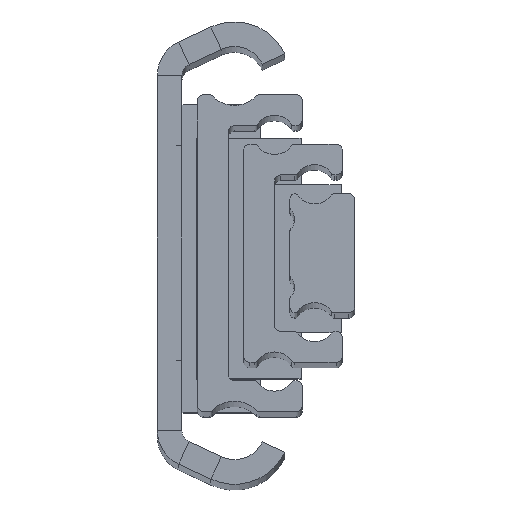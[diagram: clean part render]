
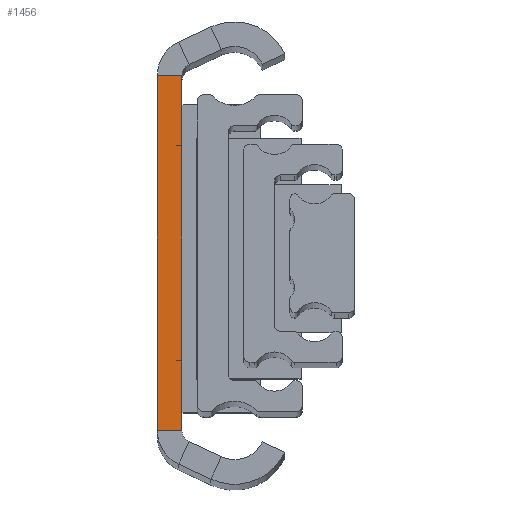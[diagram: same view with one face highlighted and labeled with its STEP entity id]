
A CAD part, top view. The second image highlights one B-rep face of the part: STEP entity #1456.
In plain terms, the highlighted planar face has unit normal (0, 0, 1).
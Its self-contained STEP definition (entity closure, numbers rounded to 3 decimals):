
#97 = CARTESIAN_POINT ( 'NONE',  ( 0., -28.779, 0. ) ) ;
#165 = LINE ( 'NONE', #97, #3790 ) ;
#200 = VECTOR ( 'NONE', #3446, 1000. ) ;
#885 = FACE_OUTER_BOUND ( 'NONE', #6749, .T. ) ;
#1193 = DIRECTION ( 'NONE',  ( 0., -1., 0. ) ) ;
#1375 = PLANE ( 'NONE',  #5018 ) ;
#1456 = ADVANCED_FACE ( 'NONE', ( #885 ), #1375, .F. ) ;
#1502 = CARTESIAN_POINT ( 'NONE',  ( 0., -28.779, 0. ) ) ;
#1516 = DIRECTION ( 'NONE',  ( 0., -1., 0. ) ) ;
#1530 = CARTESIAN_POINT ( 'NONE',  ( 0., 28.779, 0. ) ) ;
#1547 = EDGE_CURVE ( 'NONE', #2089, #4517, #1836, .T. ) ;
#1599 = CARTESIAN_POINT ( 'NONE',  ( 4., -28.779, 0. ) ) ;
#1836 = LINE ( 'NONE', #3050, #200 ) ;
#2089 = VERTEX_POINT ( 'NONE', #6889 ) ;
#2117 = VECTOR ( 'NONE', #1193, 1000. ) ;
#2252 = LINE ( 'NONE', #6466, #2117 ) ;
#2909 = EDGE_CURVE ( 'NONE', #4517, #3061, #2252, .T. ) ;
#2913 = DIRECTION ( 'NONE',  ( 0., 0., -1. ) ) ;
#2940 = CARTESIAN_POINT ( 'NONE',  ( 0., 28.779, 0. ) ) ;
#3016 = DIRECTION ( 'NONE',  ( 0., -1., 0. ) ) ;
#3050 = CARTESIAN_POINT ( 'NONE',  ( 0., 28.779, 0. ) ) ;
#3061 = VERTEX_POINT ( 'NONE', #1502 ) ;
#3368 = ORIENTED_EDGE ( 'NONE', *, *, #2909, .T. ) ;
#3390 = ORIENTED_EDGE ( 'NONE', *, *, #6479, .F. ) ;
#3446 = DIRECTION ( 'NONE',  ( -1., 0., 0. ) ) ;
#3462 = EDGE_CURVE ( 'NONE', #5740, #3061, #165, .T. ) ;
#3592 = LINE ( 'NONE', #5737, #3777 ) ;
#3777 = VECTOR ( 'NONE', #1516, 1000. ) ;
#3790 = VECTOR ( 'NONE', #4432, 1000. ) ;
#4432 = DIRECTION ( 'NONE',  ( -1., 0., 0. ) ) ;
#4517 = VERTEX_POINT ( 'NONE', #1530 ) ;
#4751 = ORIENTED_EDGE ( 'NONE', *, *, #3462, .F. ) ;
#5018 = AXIS2_PLACEMENT_3D ( 'NONE', #2940, #2913, #3016 ) ;
#5402 = ORIENTED_EDGE ( 'NONE', *, *, #1547, .T. ) ;
#5737 = CARTESIAN_POINT ( 'NONE',  ( 4., 28.779, 0. ) ) ;
#5740 = VERTEX_POINT ( 'NONE', #1599 ) ;
#6466 = CARTESIAN_POINT ( 'NONE',  ( 0., 28.779, 0. ) ) ;
#6479 = EDGE_CURVE ( 'NONE', #2089, #5740, #3592, .T. ) ;
#6749 = EDGE_LOOP ( 'NONE', ( #4751, #3390, #5402, #3368 ) ) ;
#6889 = CARTESIAN_POINT ( 'NONE',  ( 4., 28.779, 0. ) ) ;
